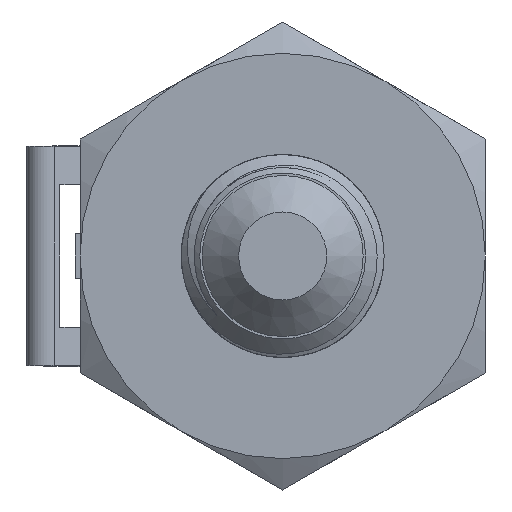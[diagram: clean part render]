
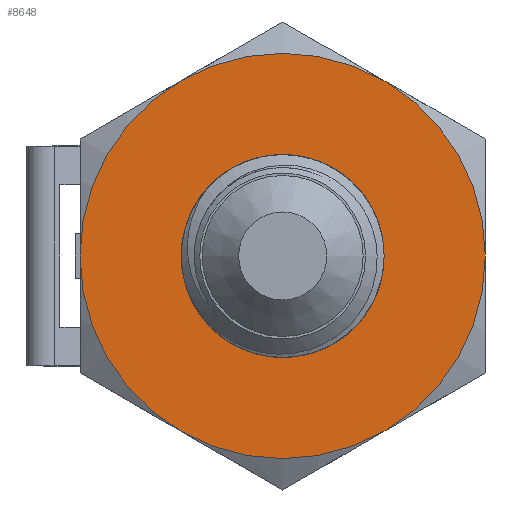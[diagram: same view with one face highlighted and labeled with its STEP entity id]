
A CAD part, left-side view. The second image highlights one B-rep face of the part: STEP entity #8648.
In plain terms, the highlighted planar face has unit normal (-1, 0, 0).
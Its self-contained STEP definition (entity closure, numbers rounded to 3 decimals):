
#418=PLANE('',#8998);
#573=FACE_BOUND('',#1472,.T.);
#938=FACE_OUTER_BOUND('',#1471,.T.);
#1471=EDGE_LOOP('',(#7409,#7410,#7411,#7412,#7413,#7414));
#1472=EDGE_LOOP('',(#7415));
#1710=CIRCLE('',#8960,11.);
#1711=CIRCLE('',#8962,11.);
#1712=CIRCLE('',#8964,11.);
#1713=CIRCLE('',#8966,11.);
#1714=CIRCLE('',#8968,11.);
#1715=CIRCLE('',#8970,11.);
#1723=CIRCLE('',#8997,4.5);
#4054=VERTEX_POINT('',#19234);
#4055=VERTEX_POINT('',#19238);
#4057=VERTEX_POINT('',#19245);
#4059=VERTEX_POINT('',#19255);
#4061=VERTEX_POINT('',#19268);
#4063=VERTEX_POINT('',#19278);
#4074=VERTEX_POINT('',#20243);
#5190=EDGE_CURVE('',#4054,#4055,#1710,.T.);
#5193=EDGE_CURVE('',#4057,#4054,#1711,.T.);
#5196=EDGE_CURVE('',#4059,#4057,#1712,.T.);
#5198=EDGE_CURVE('',#4061,#4059,#1713,.T.);
#5201=EDGE_CURVE('',#4063,#4061,#1714,.T.);
#5204=EDGE_CURVE('',#4055,#4063,#1715,.T.);
#5232=EDGE_CURVE('',#4074,#4074,#1723,.T.);
#7409=ORIENTED_EDGE('',*,*,#5204,.T.);
#7410=ORIENTED_EDGE('',*,*,#5201,.T.);
#7411=ORIENTED_EDGE('',*,*,#5198,.T.);
#7412=ORIENTED_EDGE('',*,*,#5196,.T.);
#7413=ORIENTED_EDGE('',*,*,#5193,.T.);
#7414=ORIENTED_EDGE('',*,*,#5190,.T.);
#7415=ORIENTED_EDGE('',*,*,#5232,.T.);
#8648=ADVANCED_FACE('',(#938,#573),#418,.T.);
#8960=AXIS2_PLACEMENT_3D('',#19242,#9765,#9766);
#8962=AXIS2_PLACEMENT_3D('',#19252,#9769,#9770);
#8964=AXIS2_PLACEMENT_3D('',#19262,#9773,#9774);
#8966=AXIS2_PLACEMENT_3D('',#19269,#9777,#9778);
#8968=AXIS2_PLACEMENT_3D('',#19279,#9781,#9782);
#8970=AXIS2_PLACEMENT_3D('',#19288,#9785,#9786);
#8997=AXIS2_PLACEMENT_3D('',#20244,#9851,#9852);
#8998=AXIS2_PLACEMENT_3D('',#20246,#9854,#9855);
#9765=DIRECTION('center_axis',(-1.,0.,0.));
#9766=DIRECTION('ref_axis',(0.,1.,0.));
#9769=DIRECTION('center_axis',(-1.,0.,0.));
#9770=DIRECTION('ref_axis',(0.,1.,0.));
#9773=DIRECTION('center_axis',(-1.,0.,0.));
#9774=DIRECTION('ref_axis',(0.,1.,0.));
#9777=DIRECTION('center_axis',(-1.,0.,0.));
#9778=DIRECTION('ref_axis',(0.,1.,0.));
#9781=DIRECTION('center_axis',(-1.,0.,0.));
#9782=DIRECTION('ref_axis',(0.,1.,0.));
#9785=DIRECTION('center_axis',(-1.,0.,0.));
#9786=DIRECTION('ref_axis',(0.,1.,0.));
#9851=DIRECTION('center_axis',(1.,0.,0.));
#9852=DIRECTION('ref_axis',(0.,0.,-1.));
#9854=DIRECTION('center_axis',(-1.,0.,0.));
#9855=DIRECTION('ref_axis',(0.,0.,1.));
#19234=CARTESIAN_POINT('',(-31.4,-11.,0.));
#19238=CARTESIAN_POINT('',(-31.4,-5.5,9.526));
#19242=CARTESIAN_POINT('Origin',(-31.4,0.,
0.));
#19245=CARTESIAN_POINT('',(-31.4,-5.5,-9.526));
#19252=CARTESIAN_POINT('Origin',(-31.4,0.,
0.));
#19255=CARTESIAN_POINT('',(-31.4,5.5,-9.526));
#19262=CARTESIAN_POINT('Origin',(-31.4,0.,
0.));
#19268=CARTESIAN_POINT('',(-31.4,11.,0.));
#19269=CARTESIAN_POINT('Origin',(-31.4,0.,
0.));
#19278=CARTESIAN_POINT('',(-31.4,5.5,9.526));
#19279=CARTESIAN_POINT('Origin',(-31.4,0.,
0.));
#19288=CARTESIAN_POINT('Origin',(-31.4,0.,
0.));
#20243=CARTESIAN_POINT('',(-31.4,-4.5,0.));
#20244=CARTESIAN_POINT('Origin',(-31.4,0.,
0.));
#20246=CARTESIAN_POINT('Origin',(-31.4,11.,0.));
